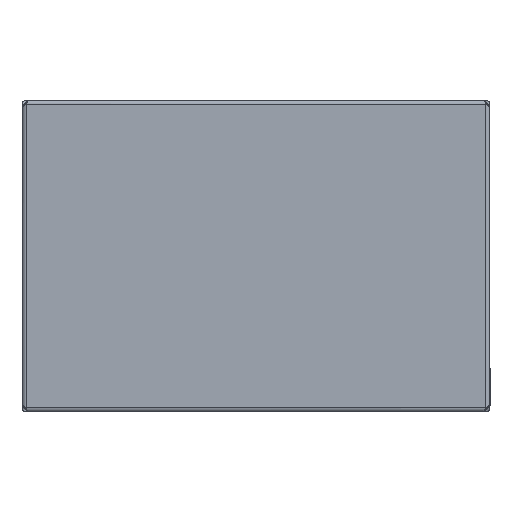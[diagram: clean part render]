
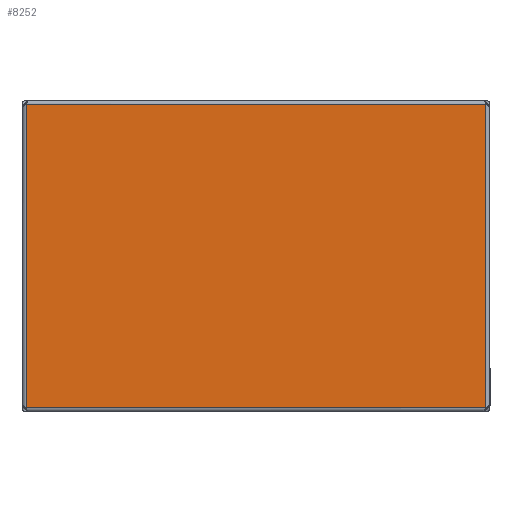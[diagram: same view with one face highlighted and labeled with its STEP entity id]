
A CAD part, front view. The second image highlights one B-rep face of the part: STEP entity #8252.
In plain terms, the highlighted planar face has unit normal (0, -1, 0).
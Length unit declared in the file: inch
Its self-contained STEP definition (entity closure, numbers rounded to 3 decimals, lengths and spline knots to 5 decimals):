
#48 = LINE ( 'NONE', #2864, #8010 ) ;
#300 = EDGE_CURVE ( 'NONE', #6600, #5250, #2343, .T. ) ;
#670 = ORIENTED_EDGE ( 'NONE', *, *, #6377, .T. ) ;
#831 = ORIENTED_EDGE ( 'NONE', *, *, #300, .T. ) ;
#1436 = VERTEX_POINT ( 'NONE', #5539 ) ;
#1650 = CARTESIAN_POINT ( 'NONE',  ( -8.83352, 0., 0. ) ) ;
#2343 = LINE ( 'NONE', #1650, #4184 ) ;
#2864 = CARTESIAN_POINT ( 'NONE',  ( -17.9548, 0., -0.99806 ) ) ;
#2976 = VECTOR ( 'NONE', #3185, 39.37008 ) ;
#3185 = DIRECTION ( 'NONE',  ( 1., 0., 0. ) ) ;
#3363 = EDGE_CURVE ( 'NONE', #1436, #3656, #7791, .T. ) ;
#3631 = EDGE_LOOP ( 'NONE', ( #831, #670, #6625, #7183 ) ) ;
#3656 = VERTEX_POINT ( 'NONE', #5153 ) ;
#4184 = VECTOR ( 'NONE', #8668, 39.37008 ) ;
#4241 = DIRECTION ( 'NONE',  ( 0., 0., -1. ) ) ;
#4324 = FACE_OUTER_BOUND ( 'NONE', #3631, .T. ) ;
#4426 = CARTESIAN_POINT ( 'NONE',  ( -17.9548, 0., -12.66504 ) ) ;
#4829 = DIRECTION ( 'NONE',  ( 0., -1., 0. ) ) ;
#4860 = CARTESIAN_POINT ( 'NONE',  ( -8.83352, 0., -12.66504 ) ) ;
#4958 = CARTESIAN_POINT ( 'NONE',  ( -17.9548, 0., 0. ) ) ;
#4971 = DIRECTION ( 'NONE',  ( -1., 0., 0. ) ) ;
#5153 = CARTESIAN_POINT ( 'NONE',  ( 8.83352, 0., -0.99806 ) ) ;
#5228 = AXIS2_PLACEMENT_3D ( 'NONE', #4958, #4829, #4241 ) ;
#5250 = VERTEX_POINT ( 'NONE', #4860 ) ;
#5539 = CARTESIAN_POINT ( 'NONE',  ( 8.83352, 0., -12.66504 ) ) ;
#5817 = DIRECTION ( 'NONE',  ( 0., 0., 1. ) ) ;
#6377 = EDGE_CURVE ( 'NONE', #5250, #1436, #8767, .T. ) ;
#6501 = CARTESIAN_POINT ( 'NONE',  ( 8.83352, 0., 0. ) ) ;
#6562 = VECTOR ( 'NONE', #5817, 39.37008 ) ;
#6600 = VERTEX_POINT ( 'NONE', #7553 ) ;
#6625 = ORIENTED_EDGE ( 'NONE', *, *, #3363, .T. ) ;
#7116 = PLANE ( 'NONE',  #5228 ) ;
#7183 = ORIENTED_EDGE ( 'NONE', *, *, #7779, .T. ) ;
#7553 = CARTESIAN_POINT ( 'NONE',  ( -8.83352, 0., -0.99806 ) ) ;
#7779 = EDGE_CURVE ( 'NONE', #3656, #6600, #48, .T. ) ;
#7791 = LINE ( 'NONE', #6501, #6562 ) ;
#8010 = VECTOR ( 'NONE', #4971, 39.37008 ) ;
#8252 = ADVANCED_FACE ( 'NONE', ( #4324 ), #7116, .T. ) ;
#8668 = DIRECTION ( 'NONE',  ( 0., 0., -1. ) ) ;
#8767 = LINE ( 'NONE', #4426, #2976 ) ;
